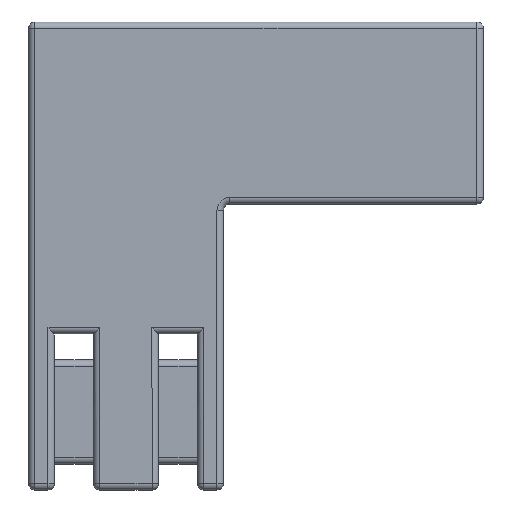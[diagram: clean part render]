
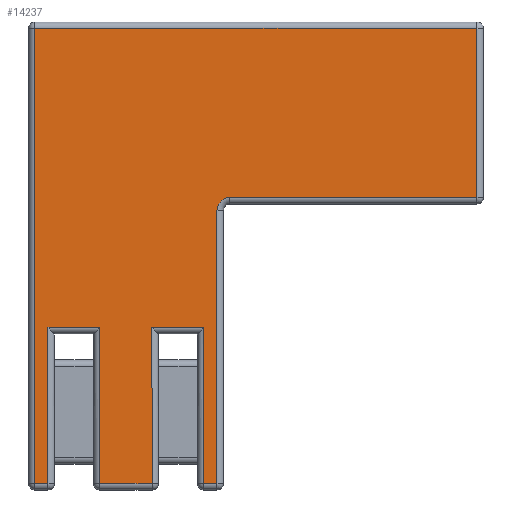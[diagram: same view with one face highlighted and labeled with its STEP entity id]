
A CAD part, left-side view. The second image highlights one B-rep face of the part: STEP entity #14237.
In plain terms, the highlighted planar face has unit normal (-1, 0, 0).
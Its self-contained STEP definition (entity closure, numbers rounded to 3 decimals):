
#128 = CARTESIAN_POINT ( 'NONE',  ( -7., 20., 33.5 ) ) ;
#177 = CARTESIAN_POINT ( 'NONE',  ( -7., 34.5, 34. ) ) ;
#277 = DIRECTION ( 'NONE',  ( 0., 0., 1. ) ) ;
#427 = VECTOR ( 'NONE', #11777, 1000. ) ;
#544 = VECTOR ( 'NONE', #6757, 1000. ) ;
#625 = DIRECTION ( 'NONE',  ( 0., -1., 0. ) ) ;
#788 = DIRECTION ( 'NONE',  ( 1., 0., 0. ) ) ;
#822 = CARTESIAN_POINT ( 'NONE',  ( -7., 21.5, 34. ) ) ;
#831 = LINE ( 'NONE', #12059, #9324 ) ;
#861 = ORIENTED_EDGE ( 'NONE', *, *, #9497, .T. ) ;
#960 = EDGE_CURVE ( 'NONE', #16598, #3567, #831, .T. ) ;
#1026 = ORIENTED_EDGE ( 'NONE', *, *, #11843, .T. ) ;
#1334 = DIRECTION ( 'NONE',  ( 0., 0., -1. ) ) ;
#1367 = VECTOR ( 'NONE', #6018, 1000. ) ;
#1502 = DIRECTION ( 'NONE',  ( 0., -1., 0. ) ) ;
#1526 = CARTESIAN_POINT ( 'NONE',  ( -7., 20., 10.5 ) ) ;
#1814 = CARTESIAN_POINT ( 'NONE',  ( -7., 20.5, -1.5 ) ) ;
#2067 = CARTESIAN_POINT ( 'NONE',  ( -7., 25.5, 34. ) ) ;
#2113 = ORIENTED_EDGE ( 'NONE', *, *, #13167, .F. ) ;
#2195 = FACE_OUTER_BOUND ( 'NONE', #17686, .T. ) ;
#2287 = EDGE_CURVE ( 'NONE', #8815, #15064, #9384, .T. ) ;
#2626 = ORIENTED_EDGE ( 'NONE', *, *, #9388, .T. ) ;
#2651 = CARTESIAN_POINT ( 'NONE',  ( -7., 20.5, 20. ) ) ;
#2999 = CARTESIAN_POINT ( 'NONE',  ( -7., 20., 10.5 ) ) ;
#3254 = CARTESIAN_POINT ( 'NONE',  ( -7., 33.5, 10.5 ) ) ;
#3450 = DIRECTION ( 'NONE',  ( 0., 0., 1. ) ) ;
#3526 = CARTESIAN_POINT ( 'NONE',  ( -7., 21.5, -1.5 ) ) ;
#3567 = VERTEX_POINT ( 'NONE', #1814 ) ;
#3699 = PLANE ( 'NONE',  #5877 ) ;
#3854 = EDGE_CURVE ( 'NONE', #3567, #12486, #15375, .T. ) ;
#3940 = VERTEX_POINT ( 'NONE', #14625 ) ;
#3978 = DIRECTION ( 'NONE',  ( 0., -1., 0. ) ) ;
#4107 = DIRECTION ( 'NONE',  ( 0., 0., 1. ) ) ;
#4157 = DIRECTION ( 'NONE',  ( 0., 0., 1. ) ) ;
#4463 = DIRECTION ( 'NONE',  ( 0., 1., 0. ) ) ;
#4497 = VERTEX_POINT ( 'NONE', #9015 ) ;
#4642 = AXIS2_PLACEMENT_3D ( 'NONE', #11423, #17177, #1334 ) ;
#4702 = ORIENTED_EDGE ( 'NONE', *, *, #5359, .T. ) ;
#4729 = DIRECTION ( 'NONE',  ( 0., 0., -1. ) ) ;
#4796 = VECTOR ( 'NONE', #4107, 1000. ) ;
#4975 = ORIENTED_EDGE ( 'NONE', *, *, #960, .T. ) ;
#5047 = CARTESIAN_POINT ( 'NONE',  ( -7., 34.5, 33.5 ) ) ;
#5359 = EDGE_CURVE ( 'NONE', #16080, #3940, #7926, .T. ) ;
#5636 = CARTESIAN_POINT ( 'NONE',  ( -7., 0.5, 20.5 ) ) ;
#5653 = ORIENTED_EDGE ( 'NONE', *, *, #9411, .T. ) ;
#5730 = ORIENTED_EDGE ( 'NONE', *, *, #3854, .T. ) ;
#5877 = AXIS2_PLACEMENT_3D ( 'NONE', #13705, #788, #15210 ) ;
#6018 = DIRECTION ( 'NONE',  ( 0., -1., 0. ) ) ;
#6134 = ORIENTED_EDGE ( 'NONE', *, *, #12193, .T. ) ;
#6214 = EDGE_CURVE ( 'NONE', #13446, #16598, #6662, .T. ) ;
#6406 = VECTOR ( 'NONE', #625, 1000. ) ;
#6441 = VECTOR ( 'NONE', #1502, 1000. ) ;
#6582 = DIRECTION ( 'NONE',  ( 0., -1., 0. ) ) ;
#6662 = LINE ( 'NONE', #822, #544 ) ;
#6757 = DIRECTION ( 'NONE',  ( 0., 0., -1. ) ) ;
#7060 = ORIENTED_EDGE ( 'NONE', *, *, #10666, .T. ) ;
#7291 = LINE ( 'NONE', #128, #8835 ) ;
#7381 = VERTEX_POINT ( 'NONE', #12171 ) ;
#7733 = CARTESIAN_POINT ( 'NONE',  ( -7., 25.5, -1.5 ) ) ;
#7780 = LINE ( 'NONE', #13539, #6406 ) ;
#7926 = LINE ( 'NONE', #15703, #4796 ) ;
#8677 = LINE ( 'NONE', #1526, #8805 ) ;
#8805 = VECTOR ( 'NONE', #13034, 1000. ) ;
#8815 = VERTEX_POINT ( 'NONE', #9378 ) ;
#8835 = VECTOR ( 'NONE', #4463, 1000. ) ;
#8894 = VERTEX_POINT ( 'NONE', #5047 ) ;
#9015 = CARTESIAN_POINT ( 'NONE',  ( -7., 34.5, -1.5 ) ) ;
#9324 = VECTOR ( 'NONE', #6582, 1000. ) ;
#9378 = CARTESIAN_POINT ( 'NONE',  ( -7., 33.5, -1.5 ) ) ;
#9384 = LINE ( 'NONE', #9479, #15392 ) ;
#9388 = EDGE_CURVE ( 'NONE', #4497, #8815, #11687, .T. ) ;
#9411 = EDGE_CURVE ( 'NONE', #8894, #4497, #10356, .T. ) ;
#9479 = CARTESIAN_POINT ( 'NONE',  ( -7., 33.5, 34. ) ) ;
#9497 = EDGE_CURVE ( 'NONE', #3940, #8894, #7291, .T. ) ;
#9744 = VECTOR ( 'NONE', #277, 1000. ) ;
#10136 = ORIENTED_EDGE ( 'NONE', *, *, #14717, .T. ) ;
#10356 = LINE ( 'NONE', #177, #427 ) ;
#10666 = EDGE_CURVE ( 'NONE', #15064, #7381, #8677, .T. ) ;
#10777 = CARTESIAN_POINT ( 'NONE',  ( -7., 20., -1.5 ) ) ;
#10852 = VERTEX_POINT ( 'NONE', #7733 ) ;
#10854 = CARTESIAN_POINT ( 'NONE',  ( -7., 19.5, 20.5 ) ) ;
#11423 = CARTESIAN_POINT ( 'NONE',  ( -7., 19.5, 19.5 ) ) ;
#11587 = CARTESIAN_POINT ( 'NONE',  ( -7., 21.5, 10.5 ) ) ;
#11687 = LINE ( 'NONE', #17444, #6441 ) ;
#11777 = DIRECTION ( 'NONE',  ( 0., 0., -1. ) ) ;
#11843 = EDGE_CURVE ( 'NONE', #7381, #12174, #13401, .T. ) ;
#12059 = CARTESIAN_POINT ( 'NONE',  ( -7., 20., -1.5 ) ) ;
#12165 = CARTESIAN_POINT ( 'NONE',  ( -7., 29.5, -1.5 ) ) ;
#12171 = CARTESIAN_POINT ( 'NONE',  ( -7., 29.5, 10.5 ) ) ;
#12174 = VERTEX_POINT ( 'NONE', #12165 ) ;
#12193 = EDGE_CURVE ( 'NONE', #10852, #17311, #13196, .T. ) ;
#12388 = LINE ( 'NONE', #10777, #14609 ) ;
#12486 = VERTEX_POINT ( 'NONE', #13717 ) ;
#12785 = CIRCLE ( 'NONE', #4642, 1. ) ;
#13034 = DIRECTION ( 'NONE',  ( 0., -1., 0. ) ) ;
#13167 = EDGE_CURVE ( 'NONE', #16826, #12486, #12785, .T. ) ;
#13196 = LINE ( 'NONE', #2067, #9744 ) ;
#13401 = LINE ( 'NONE', #16429, #17590 ) ;
#13446 = VERTEX_POINT ( 'NONE', #11587 ) ;
#13539 = CARTESIAN_POINT ( 'NONE',  ( -7., 20., 20.5 ) ) ;
#13705 = CARTESIAN_POINT ( 'NONE',  ( -7., 20., 34. ) ) ;
#13717 = CARTESIAN_POINT ( 'NONE',  ( -7., 20.5, 19.5 ) ) ;
#13761 = CARTESIAN_POINT ( 'NONE',  ( -7., 25.5, 10.5 ) ) ;
#13780 = ORIENTED_EDGE ( 'NONE', *, *, #6214, .T. ) ;
#14051 = ORIENTED_EDGE ( 'NONE', *, *, #14116, .T. ) ;
#14116 = EDGE_CURVE ( 'NONE', #12174, #10852, #12388, .T. ) ;
#14237 = ADVANCED_FACE ( 'NONE', ( #2195 ), #3699, .F. ) ;
#14509 = LINE ( 'NONE', #2999, #1367 ) ;
#14609 = VECTOR ( 'NONE', #3978, 1000. ) ;
#14625 = CARTESIAN_POINT ( 'NONE',  ( -7., 0.5, 33.5 ) ) ;
#14717 = EDGE_CURVE ( 'NONE', #17311, #13446, #14509, .T. ) ;
#14789 = VECTOR ( 'NONE', #4157, 1000. ) ;
#15064 = VERTEX_POINT ( 'NONE', #3254 ) ;
#15210 = DIRECTION ( 'NONE',  ( 0., 0., -1. ) ) ;
#15250 = EDGE_CURVE ( 'NONE', #16826, #16080, #7780, .T. ) ;
#15375 = LINE ( 'NONE', #2651, #14789 ) ;
#15392 = VECTOR ( 'NONE', #3450, 1000. ) ;
#15703 = CARTESIAN_POINT ( 'NONE',  ( -7., 0.5, 34. ) ) ;
#16080 = VERTEX_POINT ( 'NONE', #5636 ) ;
#16375 = ORIENTED_EDGE ( 'NONE', *, *, #2287, .T. ) ;
#16429 = CARTESIAN_POINT ( 'NONE',  ( -7., 29.5, 34. ) ) ;
#16598 = VERTEX_POINT ( 'NONE', #3526 ) ;
#16826 = VERTEX_POINT ( 'NONE', #10854 ) ;
#17177 = DIRECTION ( 'NONE',  ( -1., 0., 0. ) ) ;
#17311 = VERTEX_POINT ( 'NONE', #13761 ) ;
#17444 = CARTESIAN_POINT ( 'NONE',  ( -7., 20., -1.5 ) ) ;
#17590 = VECTOR ( 'NONE', #4729, 1000. ) ;
#17686 = EDGE_LOOP ( 'NONE', ( #2113, #18400, #4702, #861, #5653, #2626, #16375, #7060, #1026, #14051, #6134, #10136, #13780, #4975, #5730 ) ) ;
#18400 = ORIENTED_EDGE ( 'NONE', *, *, #15250, .T. ) ;
